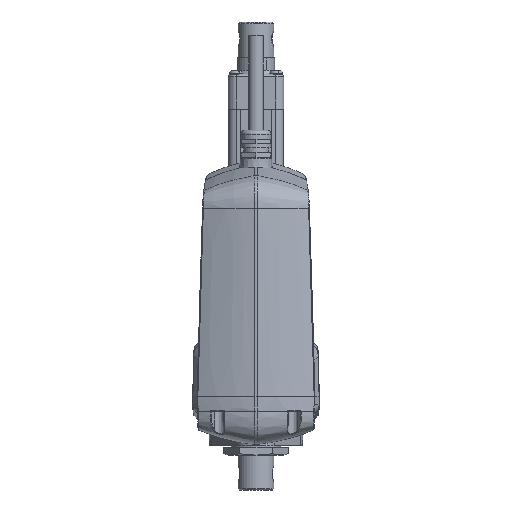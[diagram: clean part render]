
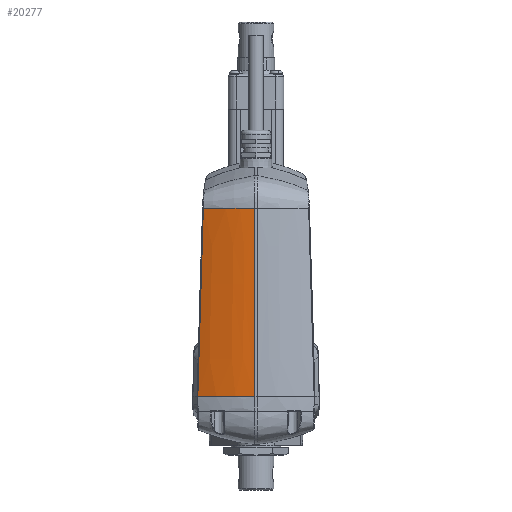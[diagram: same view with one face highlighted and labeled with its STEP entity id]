
A CAD part, front view. The second image highlights one B-rep face of the part: STEP entity #20277.
In plain terms, the highlighted free-form (B-spline) face has degree [5, 5] with [6, 6] control points.
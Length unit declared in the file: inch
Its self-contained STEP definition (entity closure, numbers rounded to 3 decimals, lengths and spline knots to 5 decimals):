
#351 = CARTESIAN_POINT ( 'NONE',  ( -1.28856, -4.75327, -0.01476 ) ) ;
#529 = CARTESIAN_POINT ( 'NONE',  ( 0.07943, -5.17851, -4.78366 ) ) ;
#787 = CARTESIAN_POINT ( 'NONE',  ( -0.26753, -5.15005, -4.9624 ) ) ;
#995 = CARTESIAN_POINT ( 'NONE',  ( -0.24022, -5.03809, -0.01494 ) ) ;
#1875 = CARTESIAN_POINT ( 'NONE',  ( -1.55273, -4.59584, 1.16122 ) ) ;
#2596 = CARTESIAN_POINT ( 'NONE',  ( -1.55273, -4.59584, 1.16122 ) ) ;
#3525 = CARTESIAN_POINT ( 'NONE',  ( -1.24061, -4.73065, 1.16122 ) ) ;
#3711 = FACE_OUTER_BOUND ( 'NONE', #21000, .T. ) ;
#4968 = CARTESIAN_POINT ( 'NONE',  ( -1.72673, -4.72062, -4.80295 ) ) ;
#5320 = CARTESIAN_POINT ( 'NONE',  ( 0.11878, -5.18608, -4.9624 ) ) ;
#5728 = CARTESIAN_POINT ( 'NONE',  ( 0.07942, -5.13313, -2.63952 ) ) ;
#5760 = CARTESIAN_POINT ( 'NONE',  ( -0.23096, -5.0101, 1.22185 ) ) ;
#6026 = EDGE_CURVE ( 'NONE', #26008, #28166, #6225, .T. ) ;
#6225 =( BOUNDED_CURVE ( )  B_SPLINE_CURVE ( 3, ( #46973, #32351, #62414, #12776, #22582, #31927, #2596 ),
 .UNSPECIFIED., .F., .F. ) 
 B_SPLINE_CURVE_WITH_KNOTS ( ( 4, 1, 1, 1, 4 ),
 ( 0., 0.04089, 0.33369, 0.6492, 1. ),
 .UNSPECIFIED. ) 
 CURVE ( )  GEOMETRIC_REPRESENTATION_ITEM ( )  RATIONAL_B_SPLINE_CURVE ( ( 1.095, 1.095, 1.095, 1.095, 1.095, 1.095, 1.095 ) ) 
 REPRESENTATION_ITEM ( '' )  );
#6301 = VERTEX_POINT ( 'NONE', #35829 ) ;
#8117 = CARTESIAN_POINT ( 'NONE',  ( -1.72631, -4.72022, -4.78366 ) ) ;
#8813 = EDGE_CURVE ( 'NONE', #6301, #26008, #19021, .T. ) ;
#10084 = CARTESIAN_POINT ( 'NONE',  ( -0.65108, -5.08426, -4.9624 ) ) ;
#10300 = CARTESIAN_POINT ( 'NONE',  ( -1.25156, -4.72534, 1.22184 ) ) ;
#10504 = CARTESIAN_POINT ( 'NONE',  ( -1.57483, -4.584, 1.22184 ) ) ;
#10719 = CARTESIAN_POINT ( 'NONE',  ( 0.11878, -5.08245, -0.015 ) ) ;
#10930 = CARTESIAN_POINT ( 'NONE',  ( -1.72859, -4.68762, -3.7253 ) ) ;
#12599 = CARTESIAN_POINT ( 'NONE',  ( -0.59093, -4.93615, 1.16122 ) ) ;
#12776 = CARTESIAN_POINT ( 'NONE',  ( -1.67847, -4.67773, -2.7546 ) ) ;
#15113 = EDGE_CURVE ( 'NONE', #31485, #23788, #18456, .T. ) ;
#15286 = CARTESIAN_POINT ( 'NONE',  ( -0.64024, -5.05524, -3.72545 ) ) ;
#15931 = CARTESIAN_POINT ( 'NONE',  ( -1.01255, -4.96, -3.7254 ) ) ;
#17151 = VERTEX_POINT ( 'NONE', #39292 ) ;
#18456 = B_SPLINE_CURVE_WITH_KNOTS ( 'NONE', 3,
 ( #529, #5728, #26109, #50282 ),
 .UNSPECIFIED., .F., .F.,
 ( 4, 4 ),
 ( 0., 1. ),
 .UNSPECIFIED. ) ;
#18751 = B_SPLINE_CURVE_WITH_KNOTS ( 'NONE', 3,
 ( #51652, #37290, #36862, #26621 ),
 .UNSPECIFIED., .F., .F.,
 ( 4, 4 ),
 ( 0., 1. ),
 .UNSPECIFIED. ) ;
#19021 =( BOUNDED_CURVE ( )  B_SPLINE_CURVE ( 3, ( #56428, #62745, #37920, #8117 ),
 .UNSPECIFIED., .F., .F. ) 
 B_SPLINE_CURVE_WITH_KNOTS ( ( 4, 4 ),
 ( 0.67333, 1. ),
 .UNSPECIFIED. ) 
 CURVE ( )  GEOMETRIC_REPRESENTATION_ITEM ( )  RATIONAL_B_SPLINE_CURVE ( ( 1.095, 1.095, 1.095, 1.095 ) ) 
 REPRESENTATION_ITEM ( '' )  );
#20277 = ADVANCED_FACE ( 'NONE', ( #3711 ), #62883, .T. ) ;
#20527 = CARTESIAN_POINT ( 'NONE',  ( -0.99339, -4.93101, -2.48846 ) ) ;
#21000 = EDGE_LOOP ( 'NONE', ( #28159, #49959, #25181, #25843, #48652, #39789 ) ) ;
#22582 = CARTESIAN_POINT ( 'NONE',  ( -1.62321, -4.63796, -0.85397 ) ) ;
#23788 = VERTEX_POINT ( 'NONE', #59260 ) ;
#25181 = ORIENTED_EDGE ( 'NONE', *, *, #28215, .T. ) ;
#25284 = CARTESIAN_POINT ( 'NONE',  ( -1.32167, -4.7812, -1.25151 ) ) ;
#25503 = CARTESIAN_POINT ( 'NONE',  ( -1.66143, -4.6358, -1.25143 ) ) ;
#25721 = CARTESIAN_POINT ( 'NONE',  ( 0.11878, -5.16017, -3.72555 ) ) ;
#25843 = ORIENTED_EDGE ( 'NONE', *, *, #15113, .T. ) ;
#26008 = VERTEX_POINT ( 'NONE', #62317 ) ;
#26109 = CARTESIAN_POINT ( 'NONE',  ( 0.07942, -5.09113, -0.65789 ) ) ;
#26621 = CARTESIAN_POINT ( 'NONE',  ( 0.07943, -5.17851, -4.78366 ) ) ;
#27824 = CARTESIAN_POINT ( 'NONE',  ( -0.91935, -4.84427, 1.16122 ) ) ;
#28159 = ORIENTED_EDGE ( 'NONE', *, *, #8813, .F. ) ;
#28166 = VERTEX_POINT ( 'NONE', #1875 ) ;
#28215 = EDGE_CURVE ( 'NONE', #17151, #31485, #18751, .T. ) ;
#29200 = EDGE_CURVE ( 'NONE', #6301, #17151, #53372, .T. ) ;
#29930 = CARTESIAN_POINT ( 'NONE',  ( -1.14282, -4.94022, -4.80295 ) ) ;
#30382 = CARTESIAN_POINT ( 'NONE',  ( 0.07943, -5.17891, -4.80295 ) ) ;
#30733 = CARTESIAN_POINT ( 'NONE',  ( -1.69744, -4.66171, -2.4883 ) ) ;
#31485 = VERTEX_POINT ( 'NONE', #43361 ) ;
#31927 = CARTESIAN_POINT ( 'NONE',  ( -1.57824, -4.61036, 0.46623 ) ) ;
#32351 = CARTESIAN_POINT ( 'NONE',  ( -1.72455, -4.71852, -4.70262 ) ) ;
#33257 = CARTESIAN_POINT ( 'NONE',  ( -0.25735, -5.00574, 1.16122 ) ) ;
#34880 = CARTESIAN_POINT ( 'NONE',  ( -1.35089, -4.80914, -2.48838 ) ) ;
#35109 = CARTESIAN_POINT ( 'NONE',  ( -0.62746, -5.02622, -2.48854 ) ) ;
#35192 = CARTESIAN_POINT ( 'NONE',  ( -1.43925, -4.8411, -4.80295 ) ) ;
#35321 = CARTESIAN_POINT ( 'NONE',  ( -1.02879, -4.989, -4.96241 ) ) ;
#35544 = CARTESIAN_POINT ( 'NONE',  ( -0.26216, -5.12206, -3.7255 ) ) ;
#35829 = CARTESIAN_POINT ( 'NONE',  ( -1.72673, -4.72062, -4.80295 ) ) ;
#36862 = CARTESIAN_POINT ( 'NONE',  ( 0.07943, -5.17864, -4.79009 ) ) ;
#37290 = CARTESIAN_POINT ( 'NONE',  ( 0.07943, -5.17878, -4.79652 ) ) ;
#37920 = CARTESIAN_POINT ( 'NONE',  ( -1.72645, -4.72035, -4.79009 ) ) ;
#38312 = CARTESIAN_POINT ( 'NONE',  ( 0.07941, -5.05247, 1.16122 ) ) ;
#39292 = CARTESIAN_POINT ( 'NONE',  ( 0.07943, -5.17891, -4.80295 ) ) ;
#39750 = CARTESIAN_POINT ( 'NONE',  ( -0.53855, -5.09354, -4.80295 ) ) ;
#39789 = ORIENTED_EDGE ( 'NONE', *, *, #6026, .F. ) ;
#39878 = CARTESIAN_POINT ( 'NONE',  ( -1.62056, -4.6099, -0.0147 ) ) ;
#40085 = CARTESIAN_POINT ( 'NONE',  ( 0.11878, -5.05654, 1.22185 ) ) ;
#40543 = CARTESIAN_POINT ( 'NONE',  ( 0.11878, -5.13427, -2.4887 ) ) ;
#43361 = CARTESIAN_POINT ( 'NONE',  ( 0.07943, -5.17851, -4.78366 ) ) ;
#44915 = CARTESIAN_POINT ( 'NONE',  ( -0.59606, -4.96818, -0.01488 ) ) ;
#45149 = CARTESIAN_POINT ( 'NONE',  ( -0.97131, -4.90201, -1.25159 ) ) ;
#45366 = CARTESIAN_POINT ( 'NONE',  ( -0.25582, -5.09407, -2.48862 ) ) ;
#46973 = CARTESIAN_POINT ( 'NONE',  ( -1.72631, -4.72022, -4.78366 ) ) ;
#48652 = ORIENTED_EDGE ( 'NONE', *, *, #59452, .F. ) ;
#49056 = CARTESIAN_POINT ( 'NONE',  ( -1.75487, -4.71354, -4.96241 ) ) ;
#49959 = ORIENTED_EDGE ( 'NONE', *, *, #29200, .T. ) ;
#50282 = CARTESIAN_POINT ( 'NONE',  ( 0.07941, -5.05247, 1.16122 ) ) ;
#50305 = CARTESIAN_POINT ( 'NONE',  ( -1.39766, -4.86503, -4.96241 ) ) ;
#50531 = CARTESIAN_POINT ( 'NONE',  ( -0.24851, -5.06608, -1.25176 ) ) ;
#50745 = CARTESIAN_POINT ( 'NONE',  ( -0.61273, -4.9972, -1.25168 ) ) ;
#51652 = CARTESIAN_POINT ( 'NONE',  ( 0.07943, -5.17891, -4.80295 ) ) ;
#52423 = CARTESIAN_POINT ( 'NONE',  ( -1.55273, -4.59584, 1.16122 ) ) ;
#53372 = B_SPLINE_CURVE_WITH_KNOTS ( 'NONE', 3,
 ( #4968, #35192, #29930, #39750, #59785, #30382 ),
 .UNSPECIFIED., .F., .F.,
 ( 4, 2, 4 ),
 ( 0., 0.5, 1. ),
 .UNSPECIFIED. ) ;
#55353 = CARTESIAN_POINT ( 'NONE',  ( -0.94631, -4.87302, -0.01482 ) ) ;
#55560 = CARTESIAN_POINT ( 'NONE',  ( 0.11878, -5.10836, -1.25185 ) ) ;
#56428 = CARTESIAN_POINT ( 'NONE',  ( -1.72673, -4.72062, -4.80295 ) ) ;
#58124 = B_SPLINE_CURVE_WITH_KNOTS ( 'NONE', 5,
 ( #52423, #3525, #27824, #12599, #33257, #38312 ),
 .UNSPECIFIED., .F., .F.,
 ( 6, 6 ),
 ( 0., 1. ),
 .UNSPECIFIED. ) ;
#59260 = CARTESIAN_POINT ( 'NONE',  ( 0.07941, -5.05247, 1.16122 ) ) ;
#59452 = EDGE_CURVE ( 'NONE', #28166, #23788, #58124, .T. ) ;
#59785 = CARTESIAN_POINT ( 'NONE',  ( -0.23072, -5.14775, -4.80295 ) ) ;
#59921 = CARTESIAN_POINT ( 'NONE',  ( -1.37622, -4.83708, -3.72535 ) ) ;
#60353 = CARTESIAN_POINT ( 'NONE',  ( -0.57744, -4.93916, 1.22185 ) ) ;
#60578 = CARTESIAN_POINT ( 'NONE',  ( -0.91839, -4.84403, 1.22184 ) ) ;
#62317 = CARTESIAN_POINT ( 'NONE',  ( -1.72631, -4.72022, -4.78366 ) ) ;
#62414 = CARTESIAN_POINT ( 'NONE',  ( -1.71, -4.70467, -4.04124 ) ) ;
#62745 = CARTESIAN_POINT ( 'NONE',  ( -1.72659, -4.72049, -4.79652 ) ) ;
#62883 = B_SPLINE_SURFACE_WITH_KNOTS ( 'NONE', 5, 5, ( 
 ( #49056, #10930, #30733, #25503, #39878, #10504 ),
 ( #50305, #59921, #34880, #25284, #351, #10300 ),
 ( #35321, #15931, #20527, #45149, #55353, #60578 ),
 ( #10084, #15286, #35109, #50745, #44915, #60353 ),
 ( #787, #35544, #45366, #50531, #995, #5760 ),
 ( #5320, #25721, #40543, #55560, #10719, #40085 ) ),
 .UNSPECIFIED., .F., .F., .F.,
 ( 6, 6 ),
 ( 6, 6 ),
 ( 0., 1. ),
 ( 0., 1. ),
 .UNSPECIFIED. ) ;
